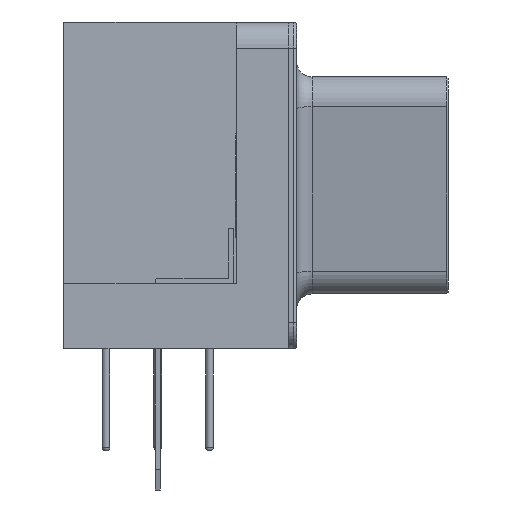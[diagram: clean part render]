
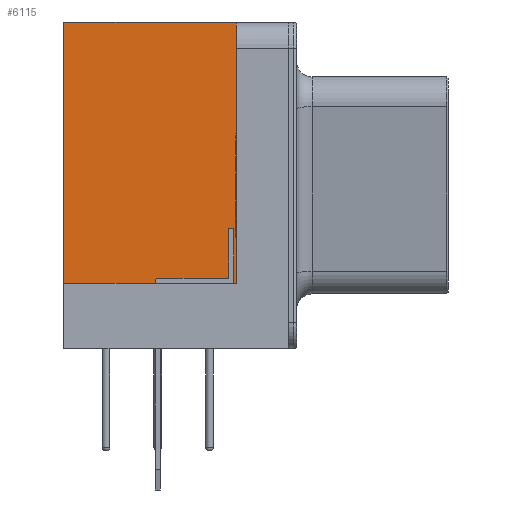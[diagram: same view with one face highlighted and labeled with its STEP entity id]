
A CAD part, left-side view. The second image highlights one B-rep face of the part: STEP entity #6115.
In plain terms, the highlighted planar face has unit normal (-1, 0, 0).
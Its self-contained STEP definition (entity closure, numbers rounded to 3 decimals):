
#5073 = VERTEX_POINT('',#5074);
#5074 = CARTESIAN_POINT('',(-5.593,1.61,12.5));
#5080 = EDGE_CURVE('',#5081,#5073,#5083,.T.);
#5081 = VERTEX_POINT('',#5082);
#5082 = CARTESIAN_POINT('',(-5.593,-4.99,12.5));
#5083 = LINE('',#5084,#5085);
#5084 = CARTESIAN_POINT('',(-5.593,-5.99,12.5));
#5085 = VECTOR('',#5086,1.);
#5086 = DIRECTION('',(0.,1.,0.));
#6038 = EDGE_CURVE('',#6039,#5073,#6041,.T.);
#6039 = VERTEX_POINT('',#6040);
#6040 = CARTESIAN_POINT('',(-5.593,1.61,2.5));
#6041 = LINE('',#6042,#6043);
#6042 = CARTESIAN_POINT('',(-5.593,1.61,4.375));
#6043 = VECTOR('',#6044,1.);
#6044 = DIRECTION('',(0.,0.,1.));
#6089 = VERTEX_POINT('',#6090);
#6090 = CARTESIAN_POINT('',(-5.593,-4.99,2.5));
#6096 = EDGE_CURVE('',#6089,#5081,#6097,.T.);
#6097 = LINE('',#6098,#6099);
#6098 = CARTESIAN_POINT('',(-5.593,-4.99,2.5));
#6099 = VECTOR('',#6100,1.);
#6100 = DIRECTION('',(0.,0.,1.));
#6115 = ADVANCED_FACE('',(#6116),#6127,.F.);
#6116 = FACE_BOUND('',#6117,.F.);
#6117 = EDGE_LOOP('',(#6118,#6119,#6125,#6126));
#6118 = ORIENTED_EDGE('',*,*,#6096,.F.);
#6119 = ORIENTED_EDGE('',*,*,#6120,.T.);
#6120 = EDGE_CURVE('',#6089,#6039,#6121,.T.);
#6121 = LINE('',#6122,#6123);
#6122 = CARTESIAN_POINT('',(-5.593,-4.99,2.5));
#6123 = VECTOR('',#6124,1.);
#6124 = DIRECTION('',(0.,1.,0.));
#6125 = ORIENTED_EDGE('',*,*,#6038,.T.);
#6126 = ORIENTED_EDGE('',*,*,#5080,.F.);
#6127 = PLANE('',#6128);
#6128 = AXIS2_PLACEMENT_3D('',#6129,#6130,#6131);
#6129 = CARTESIAN_POINT('',(-5.593,-4.99,2.5));
#6130 = DIRECTION('',(1.,0.,0.));
#6131 = DIRECTION('',(0.,0.,1.));
